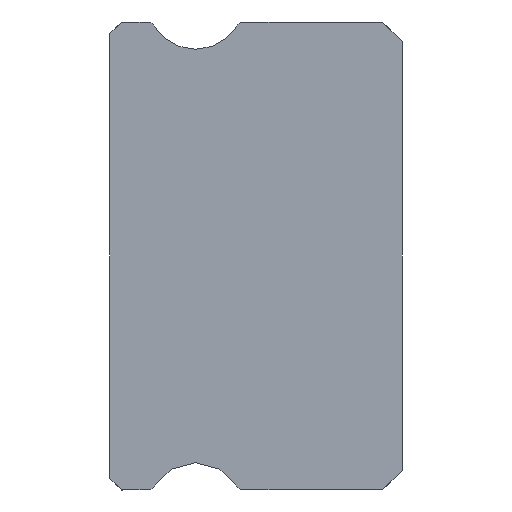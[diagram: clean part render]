
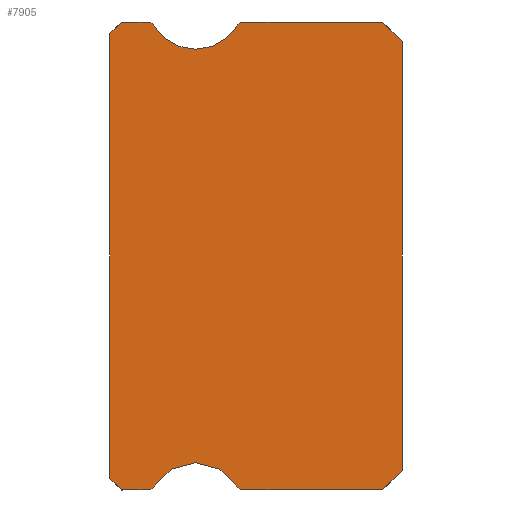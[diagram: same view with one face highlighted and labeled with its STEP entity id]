
A CAD part, left-side view. The second image highlights one B-rep face of the part: STEP entity #7905.
In plain terms, the highlighted planar face has unit normal (-1, 0, 0).
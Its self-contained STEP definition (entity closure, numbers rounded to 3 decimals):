
#8 = CARTESIAN_POINT ( 'NONE',  ( -10., 0., 5.5 ) ) ;
#68 = CIRCLE ( 'NONE', #2399, 1.25 ) ;
#114 = CARTESIAN_POINT ( 'NONE',  ( -10., 6.512, 6. ) ) ;
#179 = DIRECTION ( 'NONE',  ( 0., 0.707, -0.707 ) ) ;
#263 = CARTESIAN_POINT ( 'NONE',  ( -10., 6.512, -5.85 ) ) ;
#307 = DIRECTION ( 'NONE',  ( -1., 0., 0. ) ) ;
#618 = VECTOR ( 'NONE', #10588, 1000. ) ;
#693 = ORIENTED_EDGE ( 'NONE', *, *, #10130, .T. ) ;
#725 = EDGE_CURVE ( 'NONE', #1097, #1538, #68, .T. ) ;
#807 = EDGE_CURVE ( 'NONE', #1203, #9868, #11106, .T. ) ;
#1074 = DIRECTION ( 'NONE',  ( 0., 1., 0. ) ) ;
#1097 = VERTEX_POINT ( 'NONE', #7129 ) ;
#1180 = DIRECTION ( 'NONE',  ( 0., 0., -1. ) ) ;
#1190 = CARTESIAN_POINT ( 'NONE',  ( -10., 4.088, 5.85 ) ) ;
#1198 = ORIENTED_EDGE ( 'NONE', *, *, #1378, .T. ) ;
#1203 = VERTEX_POINT ( 'NONE', #114 ) ;
#1285 = EDGE_CURVE ( 'NONE', #11817, #2633, #10232, .T. ) ;
#1378 = EDGE_CURVE ( 'NONE', #9868, #9668, #1999, .T. ) ;
#1418 = FACE_OUTER_BOUND ( 'NONE', #8166, .T. ) ;
#1480 = CARTESIAN_POINT ( 'NONE',  ( -10., 7.5, 5.85 ) ) ;
#1538 = VERTEX_POINT ( 'NONE', #5356 ) ;
#1544 = DIRECTION ( 'NONE',  ( 0., 0., -1. ) ) ;
#1546 = VERTEX_POINT ( 'NONE', #11064 ) ;
#1642 = AXIS2_PLACEMENT_3D ( 'NONE', #7559, #307, #1180 ) ;
#1701 = AXIS2_PLACEMENT_3D ( 'NONE', #7009, #2151, #6774 ) ;
#1857 = CARTESIAN_POINT ( 'NONE',  ( -10., 5.3, 6.55 ) ) ;
#1948 = CARTESIAN_POINT ( 'NONE',  ( -10., 6.512, -6. ) ) ;
#1999 = LINE ( 'NONE', #9384, #3770 ) ;
#2104 = ORIENTED_EDGE ( 'NONE', *, *, #725, .F. ) ;
#2151 = DIRECTION ( 'NONE',  ( 1., 0., 0. ) ) ;
#2199 = CARTESIAN_POINT ( 'NONE',  ( -10., 6.512, 5.85 ) ) ;
#2250 = VECTOR ( 'NONE', #5702, 1000. ) ;
#2285 = CARTESIAN_POINT ( 'NONE',  ( -10., 7.2, 6. ) ) ;
#2399 = AXIS2_PLACEMENT_3D ( 'NONE', #1857, #6309, #8445 ) ;
#2626 = EDGE_CURVE ( 'NONE', #7328, #11817, #7058, .T. ) ;
#2633 = VERTEX_POINT ( 'NONE', #6947 ) ;
#2782 = ORIENTED_EDGE ( 'NONE', *, *, #9377, .F. ) ;
#2835 = CARTESIAN_POINT ( 'NONE',  ( -10., 0., -5.5 ) ) ;
#3208 = LINE ( 'NONE', #6878, #618 ) ;
#3212 = DIRECTION ( 'NONE',  ( 0., 0., -1. ) ) ;
#3233 = CIRCLE ( 'NONE', #6313, 1.25 ) ;
#3390 = EDGE_CURVE ( 'NONE', #8788, #7173, #11876, .T. ) ;
#3443 = ORIENTED_EDGE ( 'NONE', *, *, #11830, .F. ) ;
#3567 = DIRECTION ( 'NONE',  ( 0., 1., 0. ) ) ;
#3573 = CARTESIAN_POINT ( 'NONE',  ( -10., 6.512, 6. ) ) ;
#3639 = LINE ( 'NONE', #3573, #4945 ) ;
#3745 = ORIENTED_EDGE ( 'NONE', *, *, #5888, .F. ) ;
#3770 = VECTOR ( 'NONE', #179, 1000. ) ;
#3848 = AXIS2_PLACEMENT_3D ( 'NONE', #2199, #8677, #3212 ) ;
#4032 = CARTESIAN_POINT ( 'NONE',  ( -10., 0., 5.5 ) ) ;
#4062 = EDGE_CURVE ( 'NONE', #10492, #1097, #3233, .T. ) ;
#4077 = EDGE_CURVE ( 'NONE', #7173, #9489, #11003, .T. ) ;
#4138 = VERTEX_POINT ( 'NONE', #6949 ) ;
#4241 = VERTEX_POINT ( 'NONE', #5318 ) ;
#4298 = EDGE_CURVE ( 'NONE', #7328, #6746, #7375, .T. ) ;
#4310 = CARTESIAN_POINT ( 'NONE',  ( -10., 0., -5.5 ) ) ;
#4613 = CIRCLE ( 'NONE', #5376, 0.15 ) ;
#4778 = VECTOR ( 'NONE', #10482, 1000. ) ;
#4852 = DIRECTION ( 'NONE',  ( 1., 0., 0. ) ) ;
#4945 = VECTOR ( 'NONE', #6408, 1000. ) ;
#5082 = PLANE ( 'NONE',  #3848 ) ;
#5318 = CARTESIAN_POINT ( 'NONE',  ( -10., 0.5, 6. ) ) ;
#5356 = CARTESIAN_POINT ( 'NONE',  ( -10., 4.217, 5.925 ) ) ;
#5376 = AXIS2_PLACEMENT_3D ( 'NONE', #6886, #8555, #8965 ) ;
#5379 = CARTESIAN_POINT ( 'NONE',  ( -10., 6.512, -6. ) ) ;
#5702 = DIRECTION ( 'NONE',  ( 0., 0., 1. ) ) ;
#5777 = AXIS2_PLACEMENT_3D ( 'NONE', #263, #4852, #7879 ) ;
#5885 = CARTESIAN_POINT ( 'NONE',  ( -10., 5.3, 6.55 ) ) ;
#5888 = EDGE_CURVE ( 'NONE', #2633, #8788, #4613, .T. ) ;
#6196 = CARTESIAN_POINT ( 'NONE',  ( -10., 4.217, -5.925 ) ) ;
#6309 = DIRECTION ( 'NONE',  ( -1., 0., 0. ) ) ;
#6313 = AXIS2_PLACEMENT_3D ( 'NONE', #5885, #7817, #9644 ) ;
#6325 = EDGE_CURVE ( 'NONE', #11312, #4241, #3639, .T. ) ;
#6408 = DIRECTION ( 'NONE',  ( 0., -1., 0. ) ) ;
#6457 = EDGE_CURVE ( 'NONE', #4241, #6746, #8153, .T. ) ;
#6633 = VECTOR ( 'NONE', #11756, 1000. ) ;
#6679 = VECTOR ( 'NONE', #7150, 1000. ) ;
#6746 = VERTEX_POINT ( 'NONE', #4032 ) ;
#6774 = DIRECTION ( 'NONE',  ( 0., 0., -1. ) ) ;
#6797 = EDGE_CURVE ( 'NONE', #1203, #10492, #10774, .T. ) ;
#6878 = CARTESIAN_POINT ( 'NONE',  ( -10., 6.512, -6. ) ) ;
#6886 = CARTESIAN_POINT ( 'NONE',  ( -10., 4.088, -5.85 ) ) ;
#6947 = CARTESIAN_POINT ( 'NONE',  ( -10., 4.088, -6. ) ) ;
#6949 = CARTESIAN_POINT ( 'NONE',  ( -10., 7.5, -5.7 ) ) ;
#6959 = ORIENTED_EDGE ( 'NONE', *, *, #6325, .F. ) ;
#7009 = CARTESIAN_POINT ( 'NONE',  ( -10., 6.512, 5.85 ) ) ;
#7014 = ORIENTED_EDGE ( 'NONE', *, *, #4062, .F. ) ;
#7058 = LINE ( 'NONE', #4310, #6633 ) ;
#7129 = CARTESIAN_POINT ( 'NONE',  ( -10., 5.3, 5.3 ) ) ;
#7138 = CIRCLE ( 'NONE', #8334, 0.15 ) ;
#7150 = DIRECTION ( 'NONE',  ( 0., -0.707, -0.707 ) ) ;
#7173 = VERTEX_POINT ( 'NONE', #10655 ) ;
#7328 = VERTEX_POINT ( 'NONE', #2835 ) ;
#7375 = LINE ( 'NONE', #8, #2250 ) ;
#7377 = ORIENTED_EDGE ( 'NONE', *, *, #1285, .F. ) ;
#7559 = CARTESIAN_POINT ( 'NONE',  ( -10., 5.3, -6.55 ) ) ;
#7817 = DIRECTION ( 'NONE',  ( -1., 0., 0. ) ) ;
#7879 = DIRECTION ( 'NONE',  ( 0., 0., -1. ) ) ;
#7905 = ADVANCED_FACE ( 'NONE', ( #1418 ), #5082, .F. ) ;
#7946 = DIRECTION ( 'NONE',  ( 0., 0., 1. ) ) ;
#8093 = CARTESIAN_POINT ( 'NONE',  ( -10., 0.5, 6. ) ) ;
#8153 = LINE ( 'NONE', #8093, #6679 ) ;
#8166 = EDGE_LOOP ( 'NONE', ( #1198, #2782, #693, #8977, #10549, #8352, #3745, #7377, #11987, #9144, #9423, #6959, #3443, #2104, #7014, #11991, #10853 ) ) ;
#8334 = AXIS2_PLACEMENT_3D ( 'NONE', #1190, #11511, #1544 ) ;
#8352 = ORIENTED_EDGE ( 'NONE', *, *, #3390, .F. ) ;
#8404 = CARTESIAN_POINT ( 'NONE',  ( -10., 7.5, 5.7 ) ) ;
#8445 = DIRECTION ( 'NONE',  ( 0., 0., -1. ) ) ;
#8472 = VECTOR ( 'NONE', #7946, 1000. ) ;
#8555 = DIRECTION ( 'NONE',  ( 1., 0., 0. ) ) ;
#8677 = DIRECTION ( 'NONE',  ( 1., 0., 0. ) ) ;
#8788 = VERTEX_POINT ( 'NONE', #6196 ) ;
#8965 = DIRECTION ( 'NONE',  ( 0., 0., -1. ) ) ;
#8977 = ORIENTED_EDGE ( 'NONE', *, *, #10745, .T. ) ;
#9144 = ORIENTED_EDGE ( 'NONE', *, *, #4298, .T. ) ;
#9190 = VECTOR ( 'NONE', #3567, 1000. ) ;
#9357 = CARTESIAN_POINT ( 'NONE',  ( -10., 7.2, 6. ) ) ;
#9377 = EDGE_CURVE ( 'NONE', #4138, #9668, #9876, .T. ) ;
#9384 = CARTESIAN_POINT ( 'NONE',  ( -10., 7.5, 5.7 ) ) ;
#9423 = ORIENTED_EDGE ( 'NONE', *, *, #6457, .F. ) ;
#9469 = CARTESIAN_POINT ( 'NONE',  ( -10., 0.5, -6. ) ) ;
#9489 = VERTEX_POINT ( 'NONE', #5379 ) ;
#9534 = CARTESIAN_POINT ( 'NONE',  ( -10., 4.088, 6. ) ) ;
#9644 = DIRECTION ( 'NONE',  ( 0., 0., -1. ) ) ;
#9668 = VERTEX_POINT ( 'NONE', #8404 ) ;
#9868 = VERTEX_POINT ( 'NONE', #2285 ) ;
#9876 = LINE ( 'NONE', #1480, #8472 ) ;
#10130 = EDGE_CURVE ( 'NONE', #4138, #1546, #10431, .T. ) ;
#10184 = CARTESIAN_POINT ( 'NONE',  ( -10., 6.383, 5.925 ) ) ;
#10232 = LINE ( 'NONE', #1948, #9190 ) ;
#10431 = LINE ( 'NONE', #11286, #4778 ) ;
#10482 = DIRECTION ( 'NONE',  ( 0., -0.707, -0.707 ) ) ;
#10492 = VERTEX_POINT ( 'NONE', #10184 ) ;
#10549 = ORIENTED_EDGE ( 'NONE', *, *, #4077, .F. ) ;
#10588 = DIRECTION ( 'NONE',  ( 0., -1., 0. ) ) ;
#10655 = CARTESIAN_POINT ( 'NONE',  ( -10., 6.383, -5.925 ) ) ;
#10695 = VECTOR ( 'NONE', #1074, 1000. ) ;
#10745 = EDGE_CURVE ( 'NONE', #1546, #9489, #3208, .T. ) ;
#10774 = CIRCLE ( 'NONE', #1701, 0.15 ) ;
#10853 = ORIENTED_EDGE ( 'NONE', *, *, #807, .T. ) ;
#11003 = CIRCLE ( 'NONE', #5777, 0.15 ) ;
#11064 = CARTESIAN_POINT ( 'NONE',  ( -10., 7.2, -6. ) ) ;
#11106 = LINE ( 'NONE', #9357, #10695 ) ;
#11286 = CARTESIAN_POINT ( 'NONE',  ( -10., 7.2, -6. ) ) ;
#11312 = VERTEX_POINT ( 'NONE', #9534 ) ;
#11511 = DIRECTION ( 'NONE',  ( 1., 0., 0. ) ) ;
#11756 = DIRECTION ( 'NONE',  ( 0., 0.707, -0.707 ) ) ;
#11817 = VERTEX_POINT ( 'NONE', #9469 ) ;
#11830 = EDGE_CURVE ( 'NONE', #1538, #11312, #7138, .T. ) ;
#11876 = CIRCLE ( 'NONE', #1642, 1.25 ) ;
#11987 = ORIENTED_EDGE ( 'NONE', *, *, #2626, .F. ) ;
#11991 = ORIENTED_EDGE ( 'NONE', *, *, #6797, .F. ) ;
